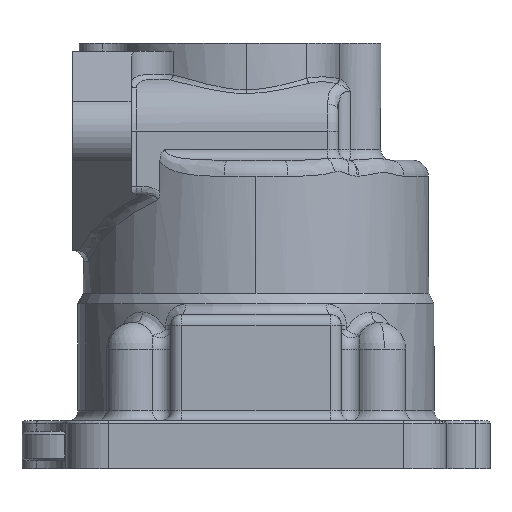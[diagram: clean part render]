
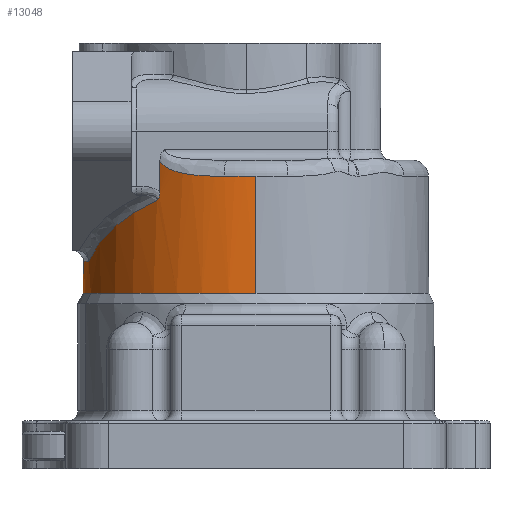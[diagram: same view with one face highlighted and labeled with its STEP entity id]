
A CAD part, left-side view. The second image highlights one B-rep face of the part: STEP entity #13048.
In plain terms, the highlighted cylindrical face has radius 32.5 mm (diameter 65 mm), a partial arc.
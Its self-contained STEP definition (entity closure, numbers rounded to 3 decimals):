
#8292=CARTESIAN_POINT('Vertex',(-9.616,31.045,24.)) ;
#8304=CARTESIAN_POINT('Vertex',(9.616,31.045,24.)) ;
#8307=CARTESIAN_POINT('Axis2P3D Location',(0.,0.,24.)) ;
#8311=CARTESIAN_POINT('Vertex',(32.5,0.,24.)) ;
#8318=CARTESIAN_POINT('Vertex',(-32.5,0.,24.)) ;
#8321=CARTESIAN_POINT('Axis2P3D Location',(0.,0.,24.)) ;
#8849=CARTESIAN_POINT('Axis2P3D Location',(0.,0.,24.)) ;
#12909=CARTESIAN_POINT('Axis2P3D Location',(0.,0.,36.5)) ;
#12915=CARTESIAN_POINT('Control Point',(26.,19.5,31.791)) ;
#12916=CARTESIAN_POINT('Control Point',(26.,19.5,31.22)) ;
#12917=CARTESIAN_POINT('Control Point',(25.914,19.616,30.688)) ;
#12918=CARTESIAN_POINT('Control Point',(25.761,19.817,30.294)) ;
#12919=CARTESIAN_POINT('Control Point',(25.574,20.056,30.)) ;
#12920=CARTESIAN_POINT('Vertex',(26.,19.5,31.791)) ;
#12922=CARTESIAN_POINT('Vertex',(25.574,20.056,30.)) ;
#12925=CARTESIAN_POINT('Line Origine',(26.,19.5,36.5)) ;
#12929=CARTESIAN_POINT('Vertex',(26.,19.5,48.625)) ;
#12933=CARTESIAN_POINT('Control Point',(30.847,10.232,46.)) ;
#12934=CARTESIAN_POINT('Control Point',(30.558,11.105,46.)) ;
#12935=CARTESIAN_POINT('Control Point',(30.236,11.971,46.017)) ;
#12936=CARTESIAN_POINT('Control Point',(29.883,12.828,46.06)) ;
#12937=CARTESIAN_POINT('Control Point',(29.234,14.255,46.188)) ;
#12938=CARTESIAN_POINT('Control Point',(28.499,15.641,46.462)) ;
#12939=CARTESIAN_POINT('Control Point',(28.19,16.192,46.602)) ;
#12940=CARTESIAN_POINT('Control Point',(27.565,17.244,46.944)) ;
#12941=CARTESIAN_POINT('Control Point',(26.912,18.234,47.469)) ;
#12942=CARTESIAN_POINT('Control Point',(26.596,18.691,47.774)) ;
#12943=CARTESIAN_POINT('Control Point',(26.281,19.125,48.152)) ;
#12944=CARTESIAN_POINT('Control Point',(26.,19.5,48.625)) ;
#12945=CARTESIAN_POINT('Vertex',(30.847,10.232,46.)) ;
#12948=CARTESIAN_POINT('Axis2P3D Location',(0.,0.,46.)) ;
#12952=CARTESIAN_POINT('Vertex',(32.5,0.,46.)) ;
#12955=CARTESIAN_POINT('Line Origine',(32.5,0.,36.5)) ;
#12960=CARTESIAN_POINT('Line Origine',(-32.5,0.,36.5)) ;
#12964=CARTESIAN_POINT('Vertex',(-32.5,0.,46.)) ;
#12967=CARTESIAN_POINT('Axis2P3D Location',(0.,0.,46.)) ;
#12971=CARTESIAN_POINT('Vertex',(-31.949,5.958,46.)) ;
#12975=CARTESIAN_POINT('Control Point',(-27.,18.09,48.805)) ;
#12976=CARTESIAN_POINT('Control Point',(-27.174,17.83,48.482)) ;
#12977=CARTESIAN_POINT('Control Point',(-27.363,17.541,48.204)) ;
#12978=CARTESIAN_POINT('Control Point',(-27.557,17.236,47.963)) ;
#12979=CARTESIAN_POINT('Control Point',(-27.913,16.656,47.577)) ;
#12980=CARTESIAN_POINT('Control Point',(-28.266,16.045,47.274)) ;
#12981=CARTESIAN_POINT('Control Point',(-28.424,15.764,47.152)) ;
#12982=CARTESIAN_POINT('Control Point',(-28.777,15.116,46.901)) ;
#12983=CARTESIAN_POINT('Control Point',(-29.115,14.452,46.706)) ;
#12984=CARTESIAN_POINT('Control Point',(-29.299,14.075,46.611)) ;
#12985=CARTESIAN_POINT('Control Point',(-30.136,12.287,46.223)) ;
#12986=CARTESIAN_POINT('Control Point',(-30.839,10.434,46.072)) ;
#12987=CARTESIAN_POINT('Control Point',(-31.298,8.956,46.016)) ;
#12988=CARTESIAN_POINT('Control Point',(-31.669,7.463,46.)) ;
#12989=CARTESIAN_POINT('Control Point',(-31.949,5.958,46.)) ;
#12990=CARTESIAN_POINT('Vertex',(-27.,18.09,48.805)) ;
#12993=CARTESIAN_POINT('Line Origine',(-27.,18.09,36.5)) ;
#12997=CARTESIAN_POINT('Vertex',(-27.,18.09,42.954)) ;
#13001=CARTESIAN_POINT('Control Point',(-27.,18.09,42.954)) ;
#13002=CARTESIAN_POINT('Control Point',(-27.,18.09,42.949)) ;
#13003=CARTESIAN_POINT('Vertex',(-27.,18.09,42.949)) ;
#13007=CARTESIAN_POINT('Control Point',(-27.,18.09,42.949)) ;
#13008=CARTESIAN_POINT('Control Point',(-27.,18.09,42.472)) ;
#13009=CARTESIAN_POINT('Control Point',(-26.93,18.195,42.037)) ;
#13010=CARTESIAN_POINT('Control Point',(-26.8,18.388,41.686)) ;
#13011=CARTESIAN_POINT('Control Point',(-26.639,18.617,41.383)) ;
#13012=CARTESIAN_POINT('Vertex',(-26.639,18.617,41.383)) ;
#13016=CARTESIAN_POINT('Control Point',(-8.067,31.483,30.)) ;
#13017=CARTESIAN_POINT('Control Point',(-12.368,30.381,32.636)) ;
#13018=CARTESIAN_POINT('Control Point',(-16.529,28.531,35.186)) ;
#13019=CARTESIAN_POINT('Control Point',(-20.418,25.938,37.57)) ;
#13020=CARTESIAN_POINT('Control Point',(-23.861,22.593,39.68)) ;
#13021=CARTESIAN_POINT('Control Point',(-26.639,18.617,41.383)) ;
#13022=CARTESIAN_POINT('Vertex',(-8.067,31.483,30.)) ;
#13025=CARTESIAN_POINT('Axis2P3D Location',(0.,0.,30.)) ;
#8308=DIRECTION('Axis2P3D Direction',(0.,0.,1.)) ;
#8322=DIRECTION('Axis2P3D Direction',(0.,0.,1.)) ;
#8850=DIRECTION('Axis2P3D Direction',(0.,0.,1.)) ;
#12910=DIRECTION('Axis2P3D Direction',(0.,0.,1.)) ;
#12911=DIRECTION('Axis2P3D XDirection',(1.,0.,0.)) ;
#12926=DIRECTION('Vector Direction',(0.,0.,1.)) ;
#12949=DIRECTION('Axis2P3D Direction',(0.,0.,1.)) ;
#12956=DIRECTION('Vector Direction',(0.,0.,1.)) ;
#12961=DIRECTION('Vector Direction',(0.,0.,1.)) ;
#12968=DIRECTION('Axis2P3D Direction',(0.,0.,1.)) ;
#12994=DIRECTION('Vector Direction',(0.,0.,1.)) ;
#13026=DIRECTION('Axis2P3D Direction',(0.,0.,1.)) ;
#8309=AXIS2_PLACEMENT_3D('Circle Axis2P3D',#8307,#8308,$) ;
#8323=AXIS2_PLACEMENT_3D('Circle Axis2P3D',#8321,#8322,$) ;
#8851=AXIS2_PLACEMENT_3D('Circle Axis2P3D',#8849,#8850,$) ;
#12912=AXIS2_PLACEMENT_3D('Cylinder Axis2P3D',#12909,#12910,#12911) ;
#12950=AXIS2_PLACEMENT_3D('Circle Axis2P3D',#12948,#12949,$) ;
#12969=AXIS2_PLACEMENT_3D('Circle Axis2P3D',#12967,#12968,$) ;
#13027=AXIS2_PLACEMENT_3D('Circle Axis2P3D',#13025,#13026,$) ;
#13031=ORIENTED_EDGE('',*,*,#12924,.F.) ;
#13032=ORIENTED_EDGE('',*,*,#12931,.T.) ;
#13033=ORIENTED_EDGE('',*,*,#12947,.F.) ;
#13034=ORIENTED_EDGE('',*,*,#12954,.F.) ;
#13035=ORIENTED_EDGE('',*,*,#12959,.F.) ;
#13036=ORIENTED_EDGE('',*,*,#8313,.T.) ;
#13037=ORIENTED_EDGE('',*,*,#8853,.T.) ;
#13038=ORIENTED_EDGE('',*,*,#8325,.T.) ;
#13039=ORIENTED_EDGE('',*,*,#12966,.T.) ;
#13040=ORIENTED_EDGE('',*,*,#12973,.F.) ;
#13041=ORIENTED_EDGE('',*,*,#12992,.F.) ;
#13042=ORIENTED_EDGE('',*,*,#12999,.F.) ;
#13043=ORIENTED_EDGE('',*,*,#13005,.T.) ;
#13044=ORIENTED_EDGE('',*,*,#13014,.F.) ;
#13045=ORIENTED_EDGE('',*,*,#13024,.T.) ;
#13046=ORIENTED_EDGE('',*,*,#13029,.T.) ;
#12927=VECTOR('Line Direction',#12926,1.) ;
#12957=VECTOR('Line Direction',#12956,1.) ;
#12962=VECTOR('Line Direction',#12961,1.) ;
#12995=VECTOR('Line Direction',#12994,1.) ;
#13048=ADVANCED_FACE('',(#13047),#12913,.T.) ;
#12914=B_SPLINE_CURVE_WITH_KNOTS('',4,(#12915,#12916,#12917,#12918,#12919),.UNSPECIFIED.,.F.,.U.,(5,5),(0.,3.617),.UNSPECIFIED.) ;
#12932=B_SPLINE_CURVE_WITH_KNOTS('',5,(#12933,#12934,#12935,#12936,#12937,#12938,#12939,#12940,#12941,#12942,#12943,#12944),.UNSPECIFIED.,.F.,.U.,(6,3,3,6),(13.968,20.062,24.212,28.094),.UNSPECIFIED.) ;
#12974=B_SPLINE_CURVE_WITH_KNOTS('',5,(#12975,#12976,#12977,#12978,#12979,#12980,#12981,#12982,#12983,#12984,#12985,#12986,#12987,#12988,#12989),.UNSPECIFIED.,.F.,.U.,(6,3,3,3,6),(58.297,60.934,63.112,65.877,76.144),.UNSPECIFIED.) ;
#13000=B_SPLINE_CURVE_WITH_KNOTS('',1,(#13001,#13002),.UNSPECIFIED.,.F.,.U.,(2,2),(-0.675,-0.67),.UNSPECIFIED.) ;
#13006=B_SPLINE_CURVE_WITH_KNOTS('',4,(#13007,#13008,#13009,#13010,#13011),.UNSPECIFIED.,.F.,.U.,(5,5),(0.,3.307),.UNSPECIFIED.) ;
#13015=B_SPLINE_CURVE_WITH_KNOTS('',5,(#13016,#13017,#13018,#13019,#13020,#13021),.UNSPECIFIED.,.F.,.U.,(6,6),(30.642,67.998),.UNSPECIFIED.) ;
#8310=CIRCLE('generated circle',#8309,32.5) ;
#8324=CIRCLE('generated circle',#8323,32.5) ;
#8852=CIRCLE('generated circle',#8851,32.5) ;
#12951=CIRCLE('generated circle',#12950,32.5) ;
#12970=CIRCLE('generated circle',#12969,32.5) ;
#13028=CIRCLE('generated circle',#13027,32.5) ;
#12913=CYLINDRICAL_SURFACE('generated cylinder',#12912,32.5) ;
#8313=EDGE_CURVE('',#8312,#8305,#8310,.T.) ;
#8325=EDGE_CURVE('',#8293,#8319,#8324,.T.) ;
#8853=EDGE_CURVE('',#8305,#8293,#8852,.T.) ;
#12924=EDGE_CURVE('',#12921,#12923,#12914,.T.) ;
#12931=EDGE_CURVE('',#12921,#12930,#12928,.T.) ;
#12947=EDGE_CURVE('',#12946,#12930,#12932,.T.) ;
#12954=EDGE_CURVE('',#12953,#12946,#12951,.T.) ;
#12959=EDGE_CURVE('',#8312,#12953,#12958,.T.) ;
#12966=EDGE_CURVE('',#8319,#12965,#12963,.T.) ;
#12973=EDGE_CURVE('',#12972,#12965,#12970,.T.) ;
#12992=EDGE_CURVE('',#12991,#12972,#12974,.T.) ;
#12999=EDGE_CURVE('',#12998,#12991,#12996,.T.) ;
#13005=EDGE_CURVE('',#12998,#13004,#13000,.T.) ;
#13014=EDGE_CURVE('',#13013,#13004,#13006,.F.) ;
#13024=EDGE_CURVE('',#13013,#13023,#13015,.F.) ;
#13029=EDGE_CURVE('',#13023,#12923,#13028,.F.) ;
#13030=EDGE_LOOP('',(#13031,#13032,#13033,#13034,#13035,#13036,#13037,#13038,#13039,#13040,#13041,#13042,#13043,#13044,#13045,#13046)) ;
#13047=FACE_OUTER_BOUND('',#13030,.T.) ;
#12928=LINE('Line',#12925,#12927) ;
#12958=LINE('Line',#12955,#12957) ;
#12963=LINE('Line',#12960,#12962) ;
#12996=LINE('Line',#12993,#12995) ;
#8293=VERTEX_POINT('',#8292) ;
#8305=VERTEX_POINT('',#8304) ;
#8312=VERTEX_POINT('',#8311) ;
#8319=VERTEX_POINT('',#8318) ;
#12921=VERTEX_POINT('',#12920) ;
#12923=VERTEX_POINT('',#12922) ;
#12930=VERTEX_POINT('',#12929) ;
#12946=VERTEX_POINT('',#12945) ;
#12953=VERTEX_POINT('',#12952) ;
#12965=VERTEX_POINT('',#12964) ;
#12972=VERTEX_POINT('',#12971) ;
#12991=VERTEX_POINT('',#12990) ;
#12998=VERTEX_POINT('',#12997) ;
#13004=VERTEX_POINT('',#13003) ;
#13013=VERTEX_POINT('',#13012) ;
#13023=VERTEX_POINT('',#13022) ;
